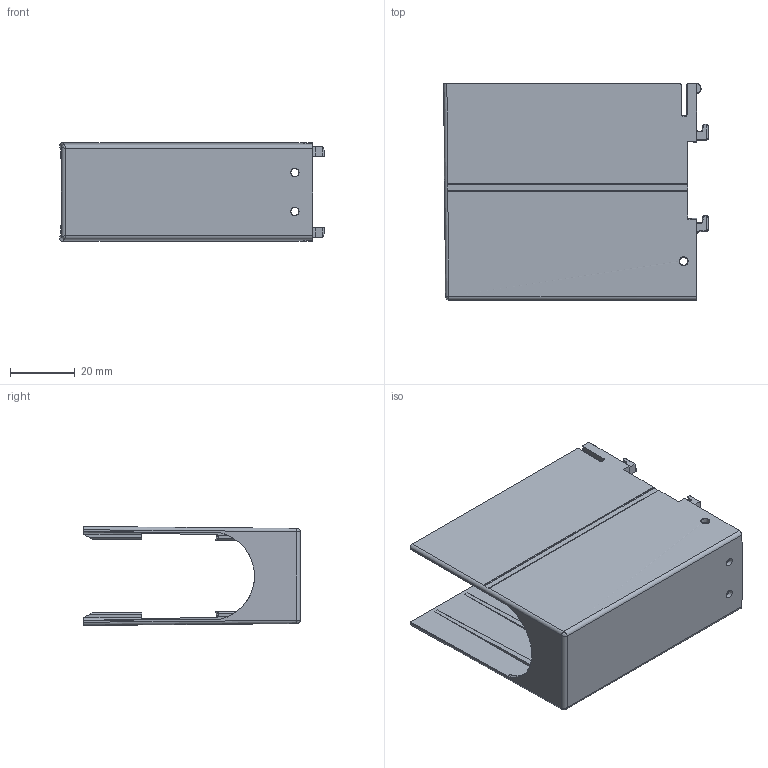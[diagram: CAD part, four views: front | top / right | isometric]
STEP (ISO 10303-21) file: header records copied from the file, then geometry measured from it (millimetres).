
FILE_DESCRIPTION(/* description */ (''),/* implementation_level */ '2;1');
FILE_NAME(/* name */ 'FILE_STP_CAD_DRAWING_3d_GLX800-801_prt.stp',/* time_stamp */ '2021-11-23T14:48:57+01:00',/* author */ (''),/* organization */ (''),/* preprocessor_version */ 'ST-DEVELOPER v16.7',/* originating_system */ 'SIEMENS PLM Software NX 12.0',/* authorisation */ '');
FILE_SCHEMA (('AUTOMOTIVE_DESIGN { 1 0 10303 214 3 1 1 1 }'));
Length unit declared in the file: millimetre
Products named in the file (1): 3d_GLX800-801
Bounding box: 81.61 x 66.76 x 30.5 mm (x, y, z)
Surface area: 27411.7 mm2 (no closed solid volume)
Topology: 0 solids, 1 shells, 196 faces, 564 edges, 365 vertices
Faces by surface type: plane 110, cylinder 70, bspline 8, cone 6, sphere 2
Full cylindrical faces by diameter (mm): 2.7 x2
Entity records: 6533 total; most frequent: CARTESIAN_POINT 1371, ORIENTED_EDGE 1088, DIRECTION 1054, EDGE_CURVE 548, LINE 370, VECTOR 370, VERTEX_POINT 360, AXIS2_PLACEMENT_3D 342
